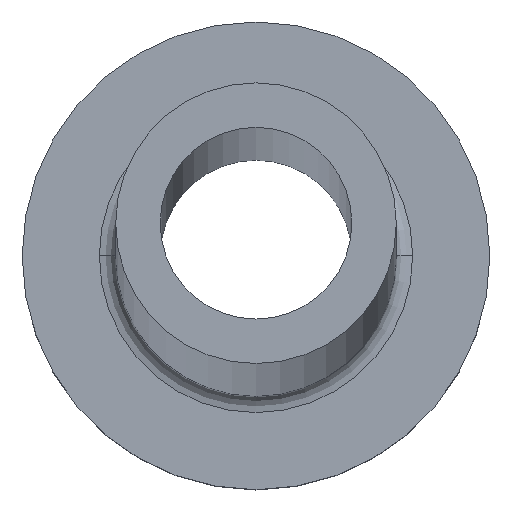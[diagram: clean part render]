
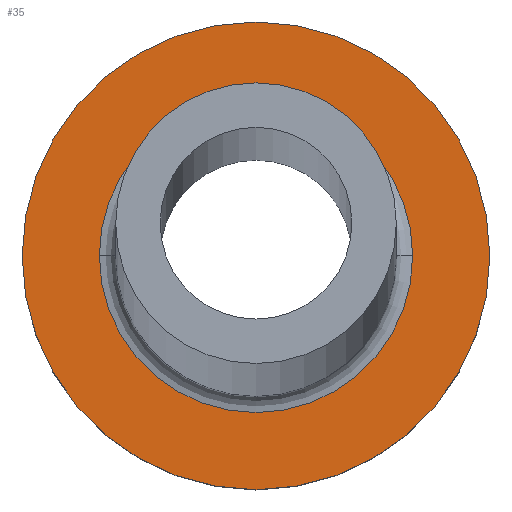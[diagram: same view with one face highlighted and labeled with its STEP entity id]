
A CAD part, top view. The second image highlights one B-rep face of the part: STEP entity #35.
In plain terms, the highlighted planar face has unit normal (0, 0, 1).
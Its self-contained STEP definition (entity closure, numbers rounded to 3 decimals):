
#19 = AXIS2_PLACEMENT_3D ( 'NONE', #51, #160, #307 ) ;
#35 = ADVANCED_FACE ( 'NONE', ( #152, #263 ), #143, .T. ) ;
#38 = VERTEX_POINT ( 'NONE', #46 ) ;
#46 = CARTESIAN_POINT ( 'NONE',  ( -10., 0., 7. ) ) ;
#51 = CARTESIAN_POINT ( 'NONE',  ( 0., 0., 7. ) ) ;
#66 = VERTEX_POINT ( 'NONE', #333 ) ;
#82 = AXIS2_PLACEMENT_3D ( 'NONE', #154, #328, #210 ) ;
#138 = ORIENTED_EDGE ( 'NONE', *, *, #157, .T. ) ;
#140 = EDGE_LOOP ( 'NONE', ( #323, #265 ) ) ;
#143 = PLANE ( 'NONE',  #295 ) ;
#146 = VERTEX_POINT ( 'NONE', #196 ) ;
#152 = FACE_BOUND ( 'NONE', #341, .T. ) ;
#154 = CARTESIAN_POINT ( 'NONE',  ( 0., 0., 7. ) ) ;
#157 = EDGE_CURVE ( 'NONE', #66, #250, #283, .T. ) ;
#160 = DIRECTION ( 'NONE',  ( 0., 0., 1. ) ) ;
#164 = DIRECTION ( 'NONE',  ( 1., 0., 0. ) ) ;
#171 = AXIS2_PLACEMENT_3D ( 'NONE', #252, #191, #164 ) ;
#177 = AXIS2_PLACEMENT_3D ( 'NONE', #364, #220, #376 ) ;
#191 = DIRECTION ( 'NONE',  ( 0., 0., -1. ) ) ;
#193 = EDGE_CURVE ( 'NONE', #38, #146, #279, .T. ) ;
#196 = CARTESIAN_POINT ( 'NONE',  ( 10., 0., 7. ) ) ;
#207 = EDGE_CURVE ( 'NONE', #250, #66, #312, .T. ) ;
#210 = DIRECTION ( 'NONE',  ( 1., 0., 0. ) ) ;
#220 = DIRECTION ( 'NONE',  ( 0., 0., -1. ) ) ;
#250 = VERTEX_POINT ( 'NONE', #286 ) ;
#252 = CARTESIAN_POINT ( 'NONE',  ( 0., 0., 7. ) ) ;
#253 = EDGE_CURVE ( 'NONE', #146, #38, #379, .T. ) ;
#262 = CARTESIAN_POINT ( 'NONE',  ( 0., 0., 7. ) ) ;
#263 = FACE_OUTER_BOUND ( 'NONE', #140, .T. ) ;
#265 = ORIENTED_EDGE ( 'NONE', *, *, #253, .T. ) ;
#272 = DIRECTION ( 'NONE',  ( 1., 0., 0. ) ) ;
#275 = DIRECTION ( 'NONE',  ( 0., 0., 1. ) ) ;
#279 = CIRCLE ( 'NONE', #19, 10. ) ;
#283 = CIRCLE ( 'NONE', #171, 6.7 ) ;
#286 = CARTESIAN_POINT ( 'NONE',  ( 6.7, 0., 7. ) ) ;
#295 = AXIS2_PLACEMENT_3D ( 'NONE', #262, #275, #272 ) ;
#307 = DIRECTION ( 'NONE',  ( 1., 0., 0. ) ) ;
#312 = CIRCLE ( 'NONE', #177, 6.7 ) ;
#323 = ORIENTED_EDGE ( 'NONE', *, *, #193, .T. ) ;
#328 = DIRECTION ( 'NONE',  ( 0., 0., 1. ) ) ;
#329 = ORIENTED_EDGE ( 'NONE', *, *, #207, .T. ) ;
#333 = CARTESIAN_POINT ( 'NONE',  ( -6.7, 0., 7. ) ) ;
#341 = EDGE_LOOP ( 'NONE', ( #329, #138 ) ) ;
#364 = CARTESIAN_POINT ( 'NONE',  ( 0., 0., 7. ) ) ;
#376 = DIRECTION ( 'NONE',  ( 1., 0., 0. ) ) ;
#379 = CIRCLE ( 'NONE', #82, 10. ) ;
